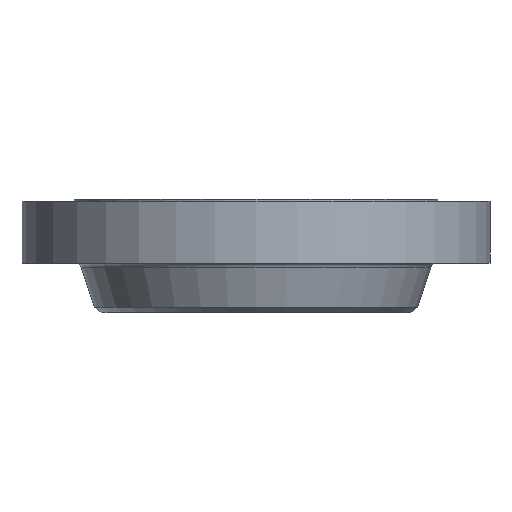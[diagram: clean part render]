
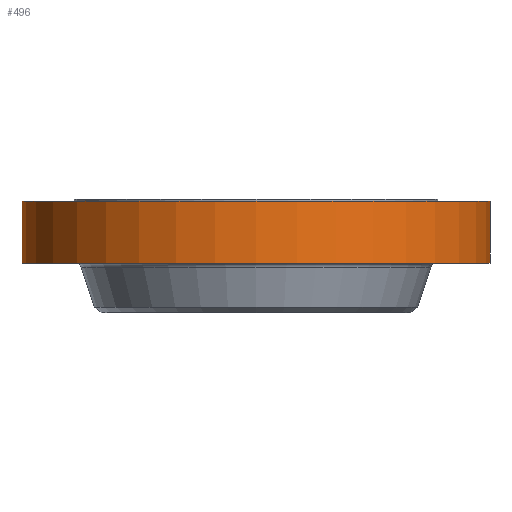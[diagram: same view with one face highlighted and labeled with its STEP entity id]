
A CAD part, front view. The second image highlights one B-rep face of the part: STEP entity #496.
In plain terms, the highlighted cylindrical face has radius 781.05 mm (diameter 1562.1 mm), a partial arc.
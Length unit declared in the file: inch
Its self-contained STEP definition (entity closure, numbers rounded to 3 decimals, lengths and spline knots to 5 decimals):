
#11 = CIRCLE ( 'NONE', #1453, 30.75 ) ;
#36 = DIRECTION ( 'NONE',  ( 0., 0., 1. ) ) ;
#59 = DIRECTION ( 'NONE',  ( 0., 0., 1. ) ) ;
#87 = VECTOR ( 'NONE', #1238, 39.37008 ) ;
#114 = CARTESIAN_POINT ( 'NONE',  ( 30.75, 0., 0. ) ) ;
#132 = ORIENTED_EDGE ( 'NONE', *, *, #1324, .T. ) ;
#153 = VERTEX_POINT ( 'NONE', #1562 ) ;
#305 = DIRECTION ( 'NONE',  ( 1., 0., 0. ) ) ;
#496 = ADVANCED_FACE ( 'NONE', ( #2167 ), #561, .T. ) ;
#528 = LINE ( 'NONE', #2285, #87 ) ;
#561 = CYLINDRICAL_SURFACE ( 'NONE', #697, 30.75 ) ;
#579 = VERTEX_POINT ( 'NONE', #2142 ) ;
#697 = AXIS2_PLACEMENT_3D ( 'NONE', #1811, #36, #1996 ) ;
#714 = EDGE_CURVE ( 'NONE', #579, #153, #2212, .T. ) ;
#752 = DIRECTION ( 'NONE',  ( 1., 0., 0. ) ) ;
#812 = EDGE_CURVE ( 'NONE', #1023, #153, #11, .T. ) ;
#965 = CIRCLE ( 'NONE', #1830, 30.75 ) ;
#1023 = VERTEX_POINT ( 'NONE', #1273 ) ;
#1238 = DIRECTION ( 'NONE',  ( 0., 0., 1. ) ) ;
#1273 = CARTESIAN_POINT ( 'NONE',  ( -30.75, 0., -0.25 ) ) ;
#1324 = EDGE_CURVE ( 'NONE', #1409, #579, #965, .T. ) ;
#1387 = ORIENTED_EDGE ( 'NONE', *, *, #1809, .F. ) ;
#1409 = VERTEX_POINT ( 'NONE', #1661 ) ;
#1453 = AXIS2_PLACEMENT_3D ( 'NONE', #1757, #2092, #305 ) ;
#1492 = VECTOR ( 'NONE', #2203, 39.37008 ) ;
#1562 = CARTESIAN_POINT ( 'NONE',  ( 30.75, 0., -0.25 ) ) ;
#1631 = ORIENTED_EDGE ( 'NONE', *, *, #812, .F. ) ;
#1654 = CARTESIAN_POINT ( 'NONE',  ( 0., 0., -8.375 ) ) ;
#1661 = CARTESIAN_POINT ( 'NONE',  ( -30.75, 0., -8.375 ) ) ;
#1757 = CARTESIAN_POINT ( 'NONE',  ( 0., 0., -0.25 ) ) ;
#1809 = EDGE_CURVE ( 'NONE', #1409, #1023, #528, .T. ) ;
#1811 = CARTESIAN_POINT ( 'NONE',  ( 0., 0., 0. ) ) ;
#1830 = AXIS2_PLACEMENT_3D ( 'NONE', #1654, #59, #752 ) ;
#1832 = EDGE_LOOP ( 'NONE', ( #1387, #132, #2138, #1631 ) ) ;
#1996 = DIRECTION ( 'NONE',  ( 1., 0., 0. ) ) ;
#2092 = DIRECTION ( 'NONE',  ( 0., 0., 1. ) ) ;
#2138 = ORIENTED_EDGE ( 'NONE', *, *, #714, .T. ) ;
#2142 = CARTESIAN_POINT ( 'NONE',  ( 30.75, 0., -8.375 ) ) ;
#2167 = FACE_OUTER_BOUND ( 'NONE', #1832, .T. ) ;
#2203 = DIRECTION ( 'NONE',  ( 0., 0., 1. ) ) ;
#2212 = LINE ( 'NONE', #114, #1492 ) ;
#2285 = CARTESIAN_POINT ( 'NONE',  ( -30.75, 0., 0. ) ) ;
